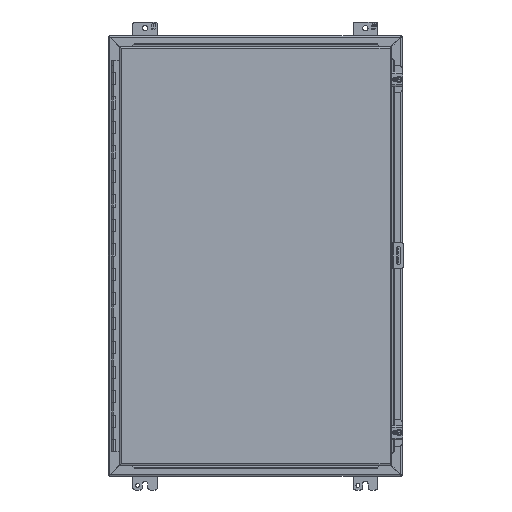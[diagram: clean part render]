
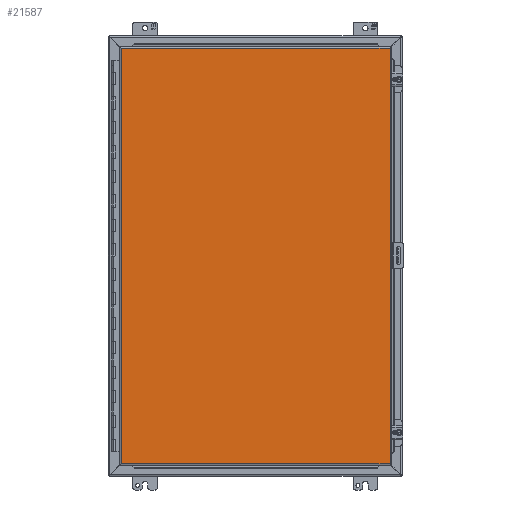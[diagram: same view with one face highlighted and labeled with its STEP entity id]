
A CAD part, front view. The second image highlights one B-rep face of the part: STEP entity #21587.
In plain terms, the highlighted planar face has unit normal (0, -1, 0).
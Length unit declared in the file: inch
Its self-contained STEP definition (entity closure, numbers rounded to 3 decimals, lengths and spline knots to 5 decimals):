
#1312 = VECTOR ( 'NONE', #24663, 39.37008 ) ;
#2027 = CARTESIAN_POINT ( 'NONE',  ( 11.017, -11.185, 16.9945 ) ) ;
#2518 = EDGE_CURVE ( 'NONE', #10814, #12932, #21408, .T. ) ;
#2710 = FACE_OUTER_BOUND ( 'NONE', #21932, .T. ) ;
#5166 = ORIENTED_EDGE ( 'NONE', *, *, #27213, .F. ) ;
#5258 = LINE ( 'NONE', #2027, #14133 ) ;
#6162 = CARTESIAN_POINT ( 'NONE',  ( 11.017, -11.185, -16.9945 ) ) ;
#6216 = ORIENTED_EDGE ( 'NONE', *, *, #24788, .F. ) ;
#10814 = VERTEX_POINT ( 'NONE', #38493 ) ;
#11775 = CARTESIAN_POINT ( 'NONE',  ( 11.017, -11.185, 16.9945 ) ) ;
#12664 = DIRECTION ( 'NONE',  ( -1., 0., 0. ) ) ;
#12932 = VERTEX_POINT ( 'NONE', #34676 ) ;
#14133 = VECTOR ( 'NONE', #35469, 39.37008 ) ;
#16285 = EDGE_CURVE ( 'NONE', #12932, #34674, #21044, .T. ) ;
#17452 = ORIENTED_EDGE ( 'NONE', *, *, #2518, .F. ) ;
#18720 = VECTOR ( 'NONE', #24950, 39.37008 ) ;
#21044 = LINE ( 'NONE', #41216, #18720 ) ;
#21408 = LINE ( 'NONE', #41149, #1312 ) ;
#21587 = ADVANCED_FACE ( 'NONE', ( #2710 ), #41789, .T. ) ;
#21655 = AXIS2_PLACEMENT_3D ( 'NONE', #32462, #42210, #32250 ) ;
#21932 = EDGE_LOOP ( 'NONE', ( #6216, #23287, #17452, #5166 ) ) ;
#23287 = ORIENTED_EDGE ( 'NONE', *, *, #16285, .F. ) ;
#24412 = VERTEX_POINT ( 'NONE', #38984 ) ;
#24663 = DIRECTION ( 'NONE',  ( 0., 0., 1. ) ) ;
#24788 = EDGE_CURVE ( 'NONE', #34674, #24412, #5258, .T. ) ;
#24950 = DIRECTION ( 'NONE',  ( 1., 0., 0. ) ) ;
#27213 = EDGE_CURVE ( 'NONE', #24412, #10814, #42830, .T. ) ;
#32250 = DIRECTION ( 'NONE',  ( 0., 0., -1. ) ) ;
#32462 = CARTESIAN_POINT ( 'NONE',  ( -10.955, -11.185, -16.9945 ) ) ;
#34674 = VERTEX_POINT ( 'NONE', #11775 ) ;
#34676 = CARTESIAN_POINT ( 'NONE',  ( -10.955, -11.185, 16.9945 ) ) ;
#35469 = DIRECTION ( 'NONE',  ( 0., 0., -1. ) ) ;
#38493 = CARTESIAN_POINT ( 'NONE',  ( -10.955, -11.185, -16.9945 ) ) ;
#38984 = CARTESIAN_POINT ( 'NONE',  ( 11.017, -11.185, -16.9945 ) ) ;
#39944 = VECTOR ( 'NONE', #12664, 39.37008 ) ;
#41149 = CARTESIAN_POINT ( 'NONE',  ( -10.955, -11.185, -16.9945 ) ) ;
#41216 = CARTESIAN_POINT ( 'NONE',  ( -10.955, -11.185, 16.9945 ) ) ;
#41789 = PLANE ( 'NONE',  #21655 ) ;
#42210 = DIRECTION ( 'NONE',  ( 0., -1., 0. ) ) ;
#42830 = LINE ( 'NONE', #6162, #39944 ) ;
